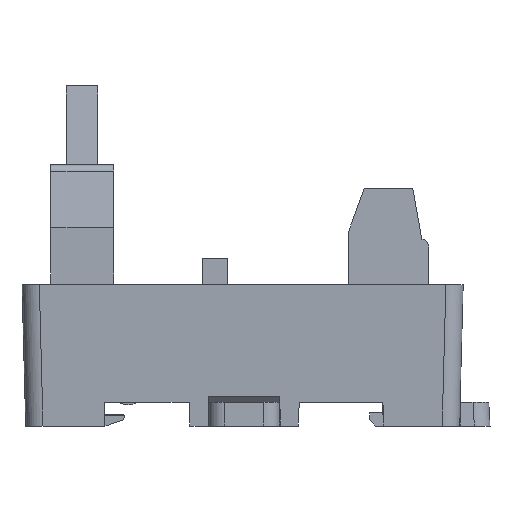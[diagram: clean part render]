
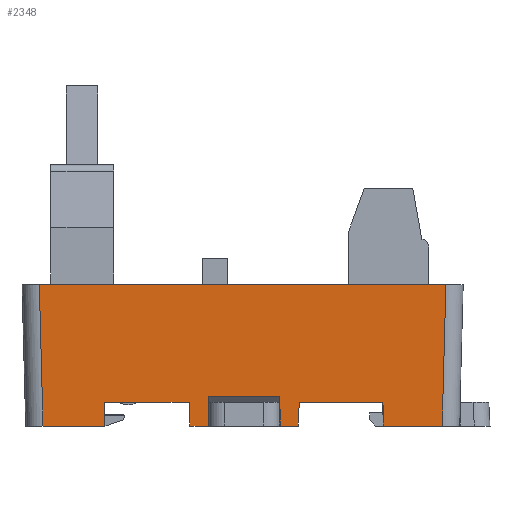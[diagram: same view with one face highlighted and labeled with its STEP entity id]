
A CAD part, left-side view. The second image highlights one B-rep face of the part: STEP entity #2348.
In plain terms, the highlighted planar face has unit normal (-1, 0, -0.026).
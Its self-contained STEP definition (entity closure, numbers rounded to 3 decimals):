
#1477=FACE_OUTER_BOUND('',#4411,.T.);
#2348=ADVANCED_FACE('',(#1477),#3257,.T.);
#3257=PLANE('',#17981);
#4411=EDGE_LOOP('',(#9887,#9888,#9889,#9890,#9891,#9892,#9893,#9894,#9895,
#9896,#9897,#9898,#9899,#9900,#9901,#9902));
#5483=LINE('',#23831,#7465);
#5495=LINE('',#23859,#7477);
#5657=LINE('',#24196,#7639);
#5665=LINE('',#24211,#7647);
#5673=LINE('',#24232,#7655);
#5696=LINE('',#24281,#7678);
#5716=LINE('',#24329,#7698);
#5723=LINE('',#24340,#7705);
#5724=LINE('',#24341,#7706);
#5725=LINE('',#24343,#7707);
#5726=LINE('',#24345,#7708);
#5727=LINE('',#24347,#7709);
#5728=LINE('',#24349,#7710);
#5729=LINE('',#24351,#7711);
#5730=LINE('',#24353,#7712);
#5731=LINE('',#24354,#7713);
#7465=VECTOR('',#19188,1.);
#7477=VECTOR('',#19204,1.);
#7639=VECTOR('',#19452,1.);
#7647=VECTOR('',#19464,1.);
#7655=VECTOR('',#19486,1.);
#7678=VECTOR('',#19523,1.);
#7698=VECTOR('',#19575,1.);
#7705=VECTOR('',#19590,1.);
#7706=VECTOR('',#19591,1.);
#7707=VECTOR('',#19592,1.);
#7708=VECTOR('',#19593,1.);
#7709=VECTOR('',#19594,1.);
#7710=VECTOR('',#19595,1.);
#7711=VECTOR('',#19596,1.);
#7712=VECTOR('',#19597,1.);
#7713=VECTOR('',#19598,1.);
#9887=ORIENTED_EDGE('',*,*,#15840,.T.);
#9888=ORIENTED_EDGE('',*,*,#15897,.T.);
#9889=ORIENTED_EDGE('',*,*,#15867,.T.);
#9890=ORIENTED_EDGE('',*,*,#15890,.F.);
#9891=ORIENTED_EDGE('',*,*,#15653,.T.);
#9892=ORIENTED_EDGE('',*,*,#15898,.F.);
#9893=ORIENTED_EDGE('',*,*,#15899,.F.);
#9894=ORIENTED_EDGE('',*,*,#15900,.T.);
#9895=ORIENTED_EDGE('',*,*,#15901,.F.);
#9896=ORIENTED_EDGE('',*,*,#15902,.T.);
#9897=ORIENTED_EDGE('',*,*,#15903,.F.);
#9898=ORIENTED_EDGE('',*,*,#15904,.T.);
#9899=ORIENTED_EDGE('',*,*,#15639,.T.);
#9900=ORIENTED_EDGE('',*,*,#15830,.T.);
#9901=ORIENTED_EDGE('',*,*,#15822,.T.);
#9902=ORIENTED_EDGE('',*,*,#15905,.T.);
#14128=VERTEX_POINT('',#23830);
#14129=VERTEX_POINT('',#23832);
#14142=VERTEX_POINT('',#23858);
#14143=VERTEX_POINT('',#23860);
#14274=VERTEX_POINT('',#24195);
#14275=VERTEX_POINT('',#24197);
#14285=VERTEX_POINT('',#24231);
#14286=VERTEX_POINT('',#24233);
#14304=VERTEX_POINT('',#24280);
#14305=VERTEX_POINT('',#24282);
#14317=VERTEX_POINT('',#24342);
#14318=VERTEX_POINT('',#24344);
#14319=VERTEX_POINT('',#24346);
#14320=VERTEX_POINT('',#24348);
#14321=VERTEX_POINT('',#24350);
#14322=VERTEX_POINT('',#24352);
#15639=EDGE_CURVE('',#14129,#14128,#5483,.T.);
#15653=EDGE_CURVE('',#14143,#14142,#5495,.T.);
#15822=EDGE_CURVE('',#14275,#14274,#5657,.T.);
#15830=EDGE_CURVE('',#14128,#14275,#5665,.T.);
#15840=EDGE_CURVE('',#14286,#14285,#5673,.T.);
#15867=EDGE_CURVE('',#14305,#14304,#5696,.T.);
#15890=EDGE_CURVE('',#14143,#14304,#5716,.T.);
#15897=EDGE_CURVE('',#14285,#14305,#5723,.T.);
#15898=EDGE_CURVE('',#14317,#14142,#5724,.T.);
#15899=EDGE_CURVE('',#14318,#14317,#5725,.T.);
#15900=EDGE_CURVE('',#14318,#14319,#5726,.T.);
#15901=EDGE_CURVE('',#14320,#14319,#5727,.T.);
#15902=EDGE_CURVE('',#14320,#14321,#5728,.T.);
#15903=EDGE_CURVE('',#14322,#14321,#5729,.T.);
#15904=EDGE_CURVE('',#14322,#14129,#5730,.T.);
#15905=EDGE_CURVE('',#14274,#14286,#5731,.T.);
#17981=AXIS2_PLACEMENT_3D('',#24355,#19599,#19600);
#19188=DIRECTION('',(0.,-1.,0.));
#19204=DIRECTION('',(0.,-1.,0.));
#19452=DIRECTION('',(0.,-1.,0.));
#19464=DIRECTION('',(0.026,-0.017,-1.));
#19486=DIRECTION('',(0.,1.,0.));
#19523=DIRECTION('',(0.,-1.,0.));
#19575=DIRECTION('',(0.026,0.017,-1.));
#19590=DIRECTION('',(0.026,-0.026,-0.999));
#19591=DIRECTION('',(-0.026,0.035,0.999));
#19592=DIRECTION('',(0.,1.,0.));
#19593=DIRECTION('',(-0.026,-0.009,1.));
#19594=DIRECTION('',(0.,1.,0.));
#19595=DIRECTION('',(0.026,-0.009,-1.));
#19596=DIRECTION('',(0.,1.,0.));
#19597=DIRECTION('',(-0.026,-0.035,0.999));
#19598=DIRECTION('',(-0.026,-0.026,0.999));
#19599=DIRECTION('',(-1.,0.,-0.026));
#19600=DIRECTION('',(0.026,0.,-1.));
#23830=CARTESIAN_POINT('',(-28.557,10.2,-15.));
#23831=CARTESIAN_POINT('',(-28.557,27.85,-15.));
#23832=CARTESIAN_POINT('',(-28.557,20.85,-15.));
#23858=CARTESIAN_POINT('',(-28.557,34.85,-15.));
#23859=CARTESIAN_POINT('',(-28.557,27.85,-15.));
#23860=CARTESIAN_POINT('',(-28.557,45.6,-15.));
#24195=CARTESIAN_POINT('',(-28.479,2.671,-18.));
#24196=CARTESIAN_POINT('',(-28.479,27.85,-18.));
#24197=CARTESIAN_POINT('',(-28.479,10.148,-18.));
#24211=CARTESIAN_POINT('',(-28.958,10.467,0.309));
#24231=CARTESIAN_POINT('',(-28.95,53.901,0.));
#24232=CARTESIAN_POINT('',(-28.95,28.35,0.));
#24233=CARTESIAN_POINT('',(-28.95,2.199,0.));
#24280=CARTESIAN_POINT('',(-28.479,45.652,-18.));
#24281=CARTESIAN_POINT('',(-28.479,28.35,-18.));
#24282=CARTESIAN_POINT('',(-28.479,53.429,-18.));
#24329=CARTESIAN_POINT('',(-28.526,45.621,-16.204));
#24340=CARTESIAN_POINT('',(-28.933,53.884,-0.66));
#24341=CARTESIAN_POINT('',(-28.526,34.808,-16.202));
#24342=CARTESIAN_POINT('',(-28.479,34.745,-18.));
#24343=CARTESIAN_POINT('',(-28.479,27.85,-18.));
#24344=CARTESIAN_POINT('',(-28.479,32.426,-18.));
#24345=CARTESIAN_POINT('',(-28.526,32.411,-16.204));
#24346=CARTESIAN_POINT('',(-28.576,32.394,-14.274));
#24347=CARTESIAN_POINT('',(-28.576,237.295,-14.274));
#24348=CARTESIAN_POINT('',(-28.576,23.306,-14.274));
#24349=CARTESIAN_POINT('',(-28.526,23.29,-16.204));
#24350=CARTESIAN_POINT('',(-28.479,23.274,-18.));
#24351=CARTESIAN_POINT('',(-28.479,27.85,-18.));
#24352=CARTESIAN_POINT('',(-28.479,20.955,-18.));
#24353=CARTESIAN_POINT('',(-28.943,20.336,-0.282));
#24354=CARTESIAN_POINT('',(-28.933,2.217,-0.66));
#24355=CARTESIAN_POINT('',(-28.95,28.35,-0.003));
